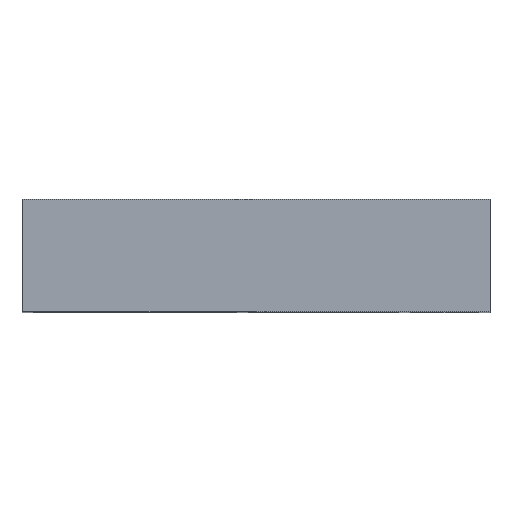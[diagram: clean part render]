
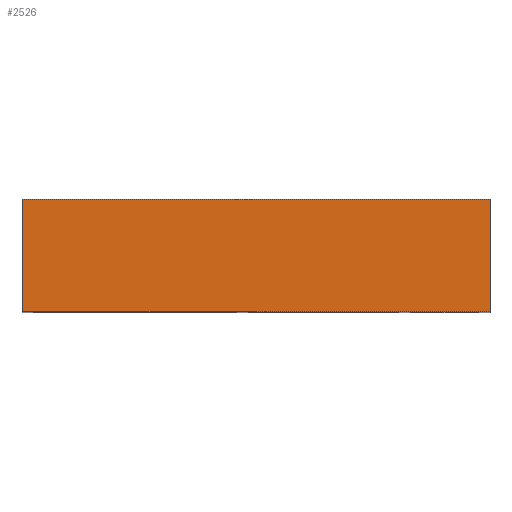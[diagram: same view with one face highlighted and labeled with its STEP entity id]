
A CAD part, top view. The second image highlights one B-rep face of the part: STEP entity #2526.
In plain terms, the highlighted planar face has unit normal (0, 0, 1).
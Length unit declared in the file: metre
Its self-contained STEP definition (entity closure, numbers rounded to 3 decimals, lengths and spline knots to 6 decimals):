
#288=ORIENTED_EDGE('',*,*,#977,.F.);
#289=ORIENTED_EDGE('',*,*,#943,.T.);
#290=ORIENTED_EDGE('',*,*,#979,.T.);
#291=ORIENTED_EDGE('',*,*,#766,.F.);
#766=EDGE_CURVE('',#1122,#1123,#1362,.T.);
#943=EDGE_CURVE('',#1285,#1284,#1531,.T.);
#977=EDGE_CURVE('',#1285,#1122,#1565,.T.);
#979=EDGE_CURVE('',#1284,#1123,#1567,.T.);
#1122=VERTEX_POINT('',#3467);
#1123=VERTEX_POINT('',#3469);
#1284=VERTEX_POINT('',#3815);
#1285=VERTEX_POINT('',#3817);
#1362=LINE('',#3468,#1710);
#1531=LINE('',#3816,#1879);
#1565=LINE('',#3882,#1913);
#1567=LINE('',#3885,#1915);
#1710=VECTOR('',#2821,1.);
#1879=VECTOR('',#3024,1.);
#1913=VECTOR('',#3060,1.);
#1915=VECTOR('',#3064,1.);
#2092=EDGE_LOOP('',(#288,#289,#290,#291));
#2274=FACE_BOUND('',#2092,.T.);
#2404=PLANE('',#2673);
#2526=ADVANCED_FACE('',(#2274),#2404,.T.);
#2673=AXIS2_PLACEMENT_3D('',#3886,#3065,#3066);
#2821=DIRECTION('',(-1.,0.,0.));
#3024=DIRECTION('',(-1.,0.,0.));
#3060=DIRECTION('',(0.,-1.,0.));
#3064=DIRECTION('',(0.,-1.,0.));
#3065=DIRECTION('',(0.,0.,1.));
#3066=DIRECTION('',(1.,0.,0.));
#3467=CARTESIAN_POINT('',(0.171,-0.041,0.5));
#3468=CARTESIAN_POINT('',(0.,-0.041,0.5));
#3469=CARTESIAN_POINT('',(-0.171,-0.041,0.5));
#3815=CARTESIAN_POINT('',(-0.171,0.041,0.5));
#3816=CARTESIAN_POINT('',(0.,0.041,0.5));
#3817=CARTESIAN_POINT('',(0.171,0.041,0.5));
#3882=CARTESIAN_POINT('',(0.171,0.,0.5));
#3885=CARTESIAN_POINT('',(-0.171,0.,0.5));
#3886=CARTESIAN_POINT('',(0.,0.,0.5));
